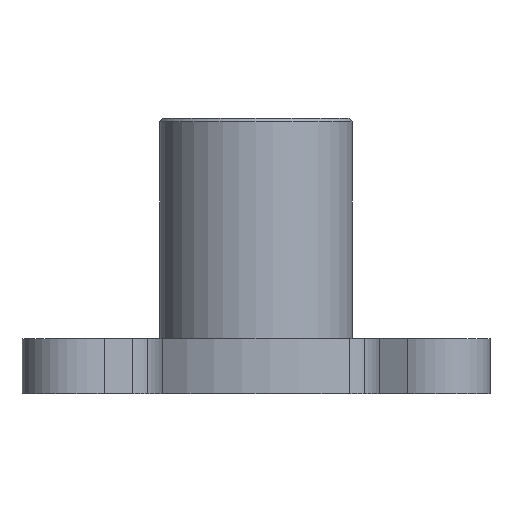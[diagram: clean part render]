
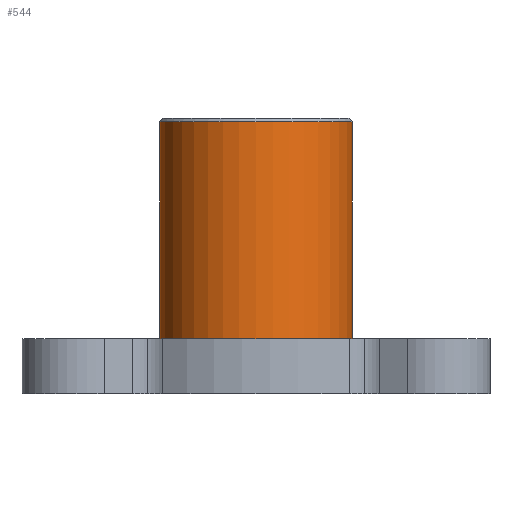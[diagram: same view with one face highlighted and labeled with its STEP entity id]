
A CAD part, front view. The second image highlights one B-rep face of the part: STEP entity #544.
In plain terms, the highlighted cylindrical face has radius 11.113 mm (diameter 22.225 mm), a partial arc.
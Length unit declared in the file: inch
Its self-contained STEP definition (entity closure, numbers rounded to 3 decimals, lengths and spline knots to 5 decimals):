
#503=CARTESIAN_POINT('',(0.0,0.0,0.25));
#504=DIRECTION('',(0.0,0.0,1.0));
#505=DIRECTION('',(-1.0,0.0,0.0));
#506=AXIS2_PLACEMENT_3D('',#503,#504,#505);
#507=CYLINDRICAL_SURFACE('',#506,0.4375);
#508=CARTESIAN_POINT('',(-0.4375,0.,0.25));
#509=VERTEX_POINT('',#508);
#510=CARTESIAN_POINT('',(-0.4375,0.,1.235));
#511=VERTEX_POINT('',#510);
#512=CARTESIAN_POINT('',(-0.4375,0.,0.25));
#513=DIRECTION('',(0.0,0.0,1.0));
#514=VECTOR('',#513,0.985);
#515=LINE('',#512,#514);
#516=EDGE_CURVE('',#509,#511,#515,.T.);
#517=ORIENTED_EDGE('',*,*,#516,.F.);
#518=CARTESIAN_POINT('',(0.4375,0.,0.25));
#519=VERTEX_POINT('',#518);
#520=CARTESIAN_POINT('',(0.0,0.0,0.25));
#521=DIRECTION('',(0.0,0.0,-1.0));
#522=DIRECTION('',(-1.0,0.0,0.0));
#523=AXIS2_PLACEMENT_3D('',#520,#521,#522);
#524=CIRCLE('',#523,0.4375);
#525=EDGE_CURVE('',#519,#509,#524,.T.);
#526=ORIENTED_EDGE('',*,*,#525,.F.);
#527=CARTESIAN_POINT('',(0.4375,0.,1.235));
#528=VERTEX_POINT('',#527);
#529=CARTESIAN_POINT('',(0.4375,0.,1.235));
#530=DIRECTION('',(0.0,0.0,-1.0));
#531=VECTOR('',#530,0.985);
#532=LINE('',#529,#531);
#533=EDGE_CURVE('',#528,#519,#532,.T.);
#534=ORIENTED_EDGE('',*,*,#533,.F.);
#535=CARTESIAN_POINT('',(0.0,0.0,1.235));
#536=DIRECTION('',(0.0,0.0,1.0));
#537=DIRECTION('',(-1.0,0.0,0.0));
#538=AXIS2_PLACEMENT_3D('',#535,#536,#537);
#539=CIRCLE('',#538,0.4375);
#540=EDGE_CURVE('',#511,#528,#539,.T.);
#541=ORIENTED_EDGE('',*,*,#540,.F.);
#542=EDGE_LOOP('',(#517,#526,#534,#541));
#543=FACE_OUTER_BOUND('',#542,.T.);
#544=ADVANCED_FACE('',(#543),#507,.T.);
